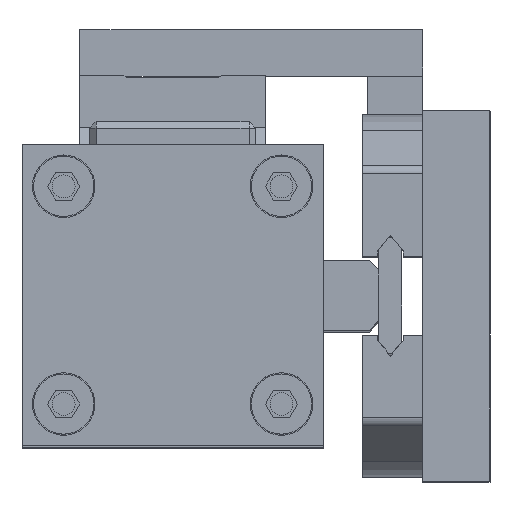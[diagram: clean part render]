
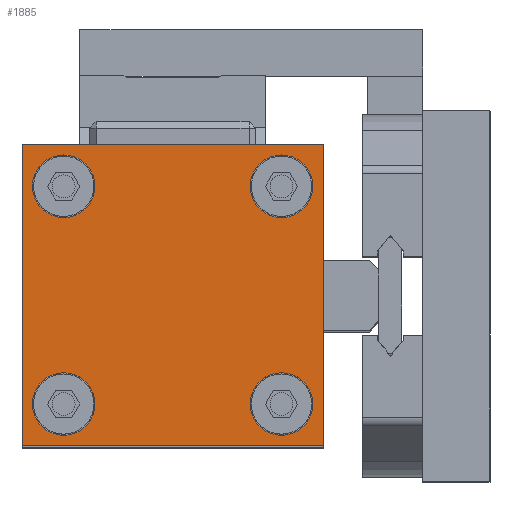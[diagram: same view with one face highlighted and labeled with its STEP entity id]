
A CAD part, top view. The second image highlights one B-rep face of the part: STEP entity #1885.
In plain terms, the highlighted planar face has unit normal (0, 0, 1).
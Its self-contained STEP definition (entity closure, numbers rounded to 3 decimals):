
#968=CARTESIAN_POINT('',(-32.5,-37.,270.0));
#969=VERTEX_POINT('',#968);
#970=CARTESIAN_POINT('',(-32.5,28.,270.0));
#971=VERTEX_POINT('',#970);
#972=CARTESIAN_POINT('',(-32.5,-37.,270.0));
#973=DIRECTION('',(0.0,1.0,0.0));
#974=VECTOR('',#973,65.0);
#975=LINE('',#972,#974);
#976=EDGE_CURVE('',#969,#971,#975,.T.);
#1008=CARTESIAN_POINT('',(32.5,-37.,270.0));
#1009=VERTEX_POINT('',#1008);
#1010=CARTESIAN_POINT('',(32.5,-37.,270.0));
#1011=DIRECTION('',(-1.0,0.0,0.0));
#1012=VECTOR('',#1011,65.0);
#1013=LINE('',#1010,#1012);
#1014=EDGE_CURVE('',#1009,#969,#1013,.T.);
#1039=CARTESIAN_POINT('',(32.5,28.,270.0));
#1040=VERTEX_POINT('',#1039);
#1041=CARTESIAN_POINT('',(32.5,28.,270.0));
#1042=DIRECTION('',(0.0,-1.0,0.0));
#1043=VECTOR('',#1042,65.0);
#1044=LINE('',#1041,#1043);
#1045=EDGE_CURVE('',#1040,#1009,#1044,.T.);
#1157=CARTESIAN_POINT('',(-32.5,28.,270.0));
#1158=DIRECTION('',(1.0,0.0,0.0));
#1159=VECTOR('',#1158,65.0);
#1160=LINE('',#1157,#1159);
#1161=EDGE_CURVE('',#971,#1040,#1160,.T.);
#1830=CARTESIAN_POINT('',(0.0,-4.5,270.0));
#1831=DIRECTION('',(0.0,0.0,1.0));
#1832=DIRECTION('',(1.0,0.0,0.0));
#1833=AXIS2_PLACEMENT_3D('',#1830,#1831,#1832);
#1834=PLANE('',#1833);
#1835=ORIENTED_EDGE('',*,*,#1045,.F.);
#1836=ORIENTED_EDGE('',*,*,#1161,.F.);
#1837=ORIENTED_EDGE('',*,*,#976,.F.);
#1838=ORIENTED_EDGE('',*,*,#1014,.F.);
#1839=EDGE_LOOP('',(#1835,#1836,#1837,#1838));
#1840=FACE_OUTER_BOUND('',#1839,.T.);
#1841=CARTESIAN_POINT('',(30.25,19.,270.0));
#1842=VERTEX_POINT('',#1841);
#1843=CARTESIAN_POINT('',(23.5,19.,270.0));
#1844=DIRECTION('',(0.0,0.0,-1.0));
#1845=DIRECTION('',(-1.0,0.0,0.0));
#1846=AXIS2_PLACEMENT_3D('',#1843,#1844,#1845);
#1847=CIRCLE('',#1846,6.75);
#1848=EDGE_CURVE('',#1842,#1842,#1847,.T.);
#1849=ORIENTED_EDGE('',*,*,#1848,.T.);
#1850=EDGE_LOOP('',(#1849));
#1851=FACE_BOUND('',#1850,.T.);
#1852=CARTESIAN_POINT('',(-16.75,19.,270.0));
#1853=VERTEX_POINT('',#1852);
#1854=CARTESIAN_POINT('',(-23.5,19.,270.0));
#1855=DIRECTION('',(0.0,0.0,-1.0));
#1856=DIRECTION('',(-1.0,0.0,0.0));
#1857=AXIS2_PLACEMENT_3D('',#1854,#1855,#1856);
#1858=CIRCLE('',#1857,6.75);
#1859=EDGE_CURVE('',#1853,#1853,#1858,.T.);
#1860=ORIENTED_EDGE('',*,*,#1859,.T.);
#1861=EDGE_LOOP('',(#1860));
#1862=FACE_BOUND('',#1861,.T.);
#1863=CARTESIAN_POINT('',(30.25,-28.,270.0));
#1864=VERTEX_POINT('',#1863);
#1865=CARTESIAN_POINT('',(23.5,-28.,270.0));
#1866=DIRECTION('',(0.0,0.0,-1.0));
#1867=DIRECTION('',(-1.0,0.0,0.0));
#1868=AXIS2_PLACEMENT_3D('',#1865,#1866,#1867);
#1869=CIRCLE('',#1868,6.75);
#1870=EDGE_CURVE('',#1864,#1864,#1869,.T.);
#1871=ORIENTED_EDGE('',*,*,#1870,.T.);
#1872=EDGE_LOOP('',(#1871));
#1873=FACE_BOUND('',#1872,.T.);
#1874=CARTESIAN_POINT('',(-16.75,-28.,270.0));
#1875=VERTEX_POINT('',#1874);
#1876=CARTESIAN_POINT('',(-23.5,-28.,270.0));
#1877=DIRECTION('',(0.0,0.0,-1.0));
#1878=DIRECTION('',(-1.0,0.0,0.0));
#1879=AXIS2_PLACEMENT_3D('',#1876,#1877,#1878);
#1880=CIRCLE('',#1879,6.75);
#1881=EDGE_CURVE('',#1875,#1875,#1880,.T.);
#1882=ORIENTED_EDGE('',*,*,#1881,.T.);
#1883=EDGE_LOOP('',(#1882));
#1884=FACE_BOUND('',#1883,.T.);
#1885=ADVANCED_FACE('',(#1840,#1851,#1862,#1873,#1884),#1834,.T.);
